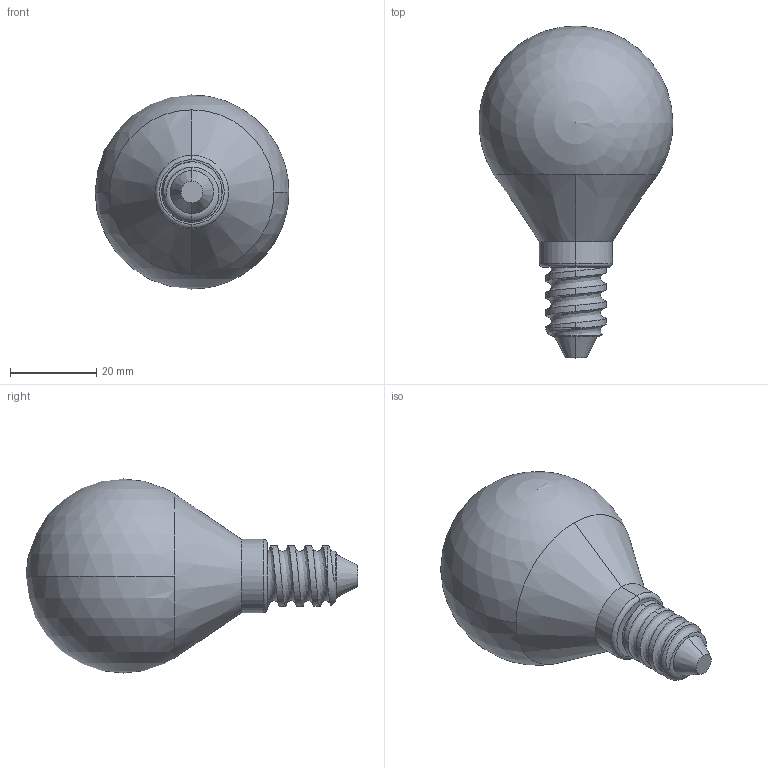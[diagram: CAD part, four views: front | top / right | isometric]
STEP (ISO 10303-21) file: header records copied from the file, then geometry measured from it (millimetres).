
FILE_DESCRIPTION (( 'STEP AP214' ), '1' );
FILE_NAME ('LLF-G45-5-230-30-E14-CL_Ëàìïà ñâåòîäèîäíàÿ G45 øàð ïðîçð. 5Âò 230Â 3000Ê E14 ñåðèÿ 360° IEK.STEP', '2018-06-28T08:10:16', ( '' ), ( '' ), 'SwSTEP 2.0', 'SolidWorks 2014', '' );
FILE_SCHEMA (( 'AUTOMOTIVE_DESIGN' ));
Length unit declared in the file: millimetre
Products named in the file (1): LLF-G45-5-230-30-E14-CL_Ëàìïà ñâåòîäèîäíàÿ G45 øàð ïðîçð. 5Âò 230Â 3000Ê E14 ñåðèÿ 360° IEK
Bounding box: 44.95 x 77 x 45 mm (x, y, z)
Volume: 54412.2 mm3; surface area: 7945.4 mm2
Topology: 1 solids, 1 shells, 25 faces, 65 edges, 41 vertices
Faces by surface type: cylinder 11, torus 5, cone 4, sphere 2, plane 2, bspline 1
Entity records: 2022 total; most frequent: CARTESIAN_POINT 1443, ORIENTED_EDGE 120, DIRECTION 114, EDGE_CURVE 60, AXIS2_PLACEMENT_3D 50, VERTEX_POINT 38, EDGE_LOOP 26, FACE_OUTER_BOUND 25
